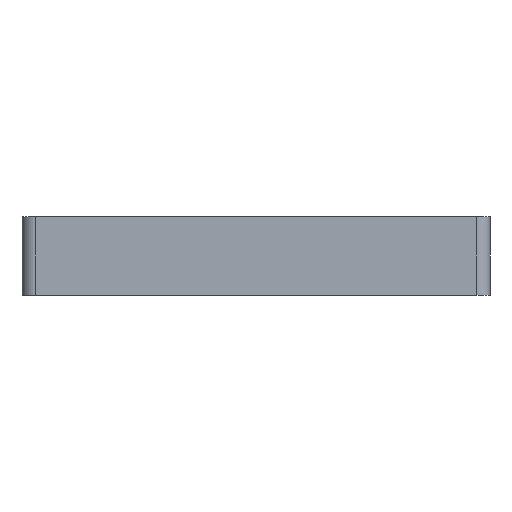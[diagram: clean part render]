
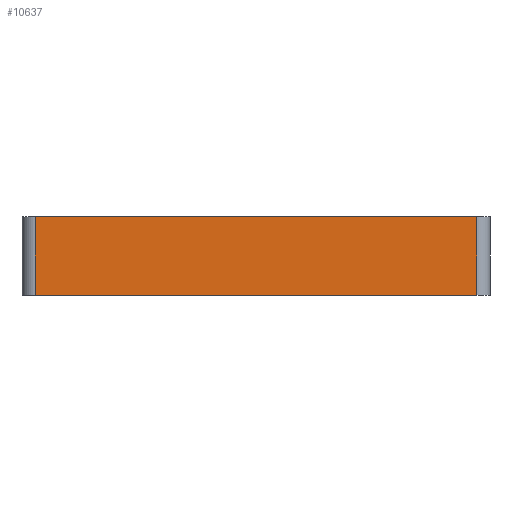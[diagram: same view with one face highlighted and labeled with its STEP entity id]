
A CAD part, left-side view. The second image highlights one B-rep face of the part: STEP entity #10637.
In plain terms, the highlighted planar face has unit normal (-1, 0, 0).
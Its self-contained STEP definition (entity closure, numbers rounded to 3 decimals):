
#787 = CARTESIAN_POINT ( 'NONE',  ( 620.333, 951.714, 15. ) ) ;
#1152 = CARTESIAN_POINT ( 'NONE',  ( 620.333, 948.714, 15. ) ) ;
#1661 = EDGE_CURVE ( 'NONE', #2438, #20712, #1998, .T. ) ;
#1998 = LINE ( 'NONE', #21916, #8769 ) ;
#2438 = VERTEX_POINT ( 'NONE', #1152 ) ;
#2782 = EDGE_CURVE ( 'NONE', #6468, #20712, #18053, .T. ) ;
#3801 = DIRECTION ( 'NONE',  ( 1., 0., 0. ) ) ;
#5198 = DIRECTION ( 'NONE',  ( 0., 0., 1. ) ) ;
#5237 = VECTOR ( 'NONE', #14300, 1000. ) ;
#5430 = ORIENTED_EDGE ( 'NONE', *, *, #10823, .T. ) ;
#6330 = ORIENTED_EDGE ( 'NONE', *, *, #2782, .F. ) ;
#6461 = AXIS2_PLACEMENT_3D ( 'NONE', #8881, #3801, #10564 ) ;
#6468 = VERTEX_POINT ( 'NONE', #14973 ) ;
#8502 = DIRECTION ( 'NONE',  ( 0., 0., -1. ) ) ;
#8769 = VECTOR ( 'NONE', #8502, 1000. ) ;
#8881 = CARTESIAN_POINT ( 'NONE',  ( 620.333, 951.714, 15. ) ) ;
#8995 = EDGE_CURVE ( 'NONE', #2438, #11408, #17719, .T. ) ;
#9466 = VECTOR ( 'NONE', #18162, 1000. ) ;
#10564 = DIRECTION ( 'NONE',  ( 0., 0., -1. ) ) ;
#10637 = ADVANCED_FACE ( 'NONE', ( #17629 ), #19392, .F. ) ;
#10823 = EDGE_CURVE ( 'NONE', #6468, #11408, #17167, .T. ) ;
#11408 = VERTEX_POINT ( 'NONE', #12766 ) ;
#12766 = CARTESIAN_POINT ( 'NONE',  ( 620.333, 847.214, 15. ) ) ;
#13088 = CARTESIAN_POINT ( 'NONE',  ( 620.333, 951.714, -3. ) ) ;
#13918 = VECTOR ( 'NONE', #5198, 1000. ) ;
#14300 = DIRECTION ( 'NONE',  ( 0., -1., 0. ) ) ;
#14973 = CARTESIAN_POINT ( 'NONE',  ( 620.333, 847.214, -3. ) ) ;
#15121 = CARTESIAN_POINT ( 'NONE',  ( 620.333, 948.714, -3. ) ) ;
#16282 = ORIENTED_EDGE ( 'NONE', *, *, #8995, .F. ) ;
#17167 = LINE ( 'NONE', #20381, #13918 ) ;
#17629 = FACE_OUTER_BOUND ( 'NONE', #18801, .T. ) ;
#17719 = LINE ( 'NONE', #787, #5237 ) ;
#18053 = LINE ( 'NONE', #13088, #9466 ) ;
#18162 = DIRECTION ( 'NONE',  ( 0., 1., 0. ) ) ;
#18282 = ORIENTED_EDGE ( 'NONE', *, *, #1661, .T. ) ;
#18801 = EDGE_LOOP ( 'NONE', ( #6330, #5430, #16282, #18282 ) ) ;
#19392 = PLANE ( 'NONE',  #6461 ) ;
#20381 = CARTESIAN_POINT ( 'NONE',  ( 620.333, 847.214, 15. ) ) ;
#20712 = VERTEX_POINT ( 'NONE', #15121 ) ;
#21916 = CARTESIAN_POINT ( 'NONE',  ( 620.333, 948.714, 15. ) ) ;
